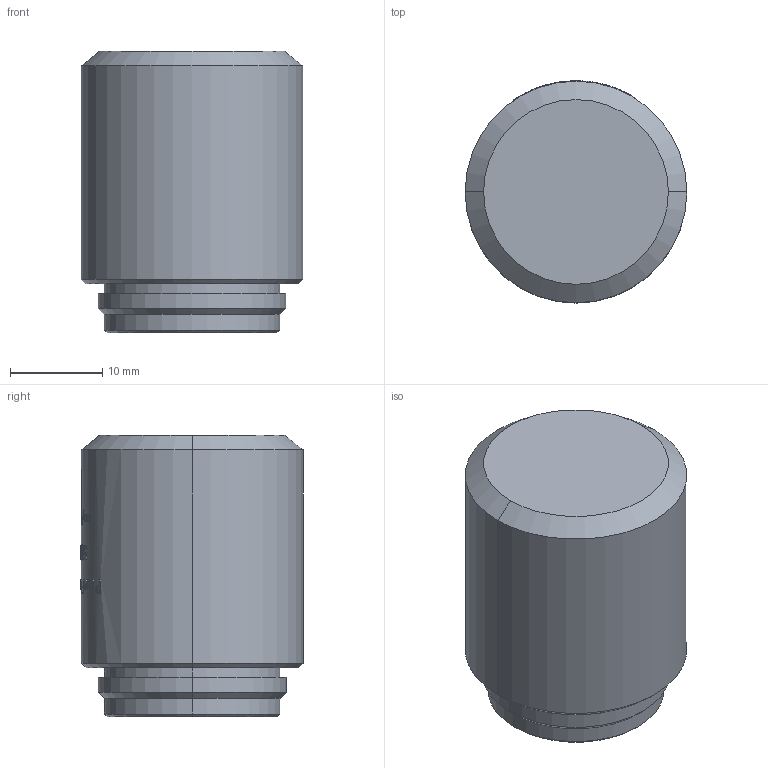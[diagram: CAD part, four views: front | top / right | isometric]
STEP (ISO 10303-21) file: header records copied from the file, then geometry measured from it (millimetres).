
FILE_DESCRIPTION (( 'STEP AP203' ), '1' );
FILE_NAME ('690104.STEP', '2025-07-14T02:06:47', ( '' ), ( '' ), 'SwSTEP 2.0', 'SolidWorks 2020', '' );
FILE_SCHEMA (( 'CONFIG_CONTROL_DESIGN' ));
Length unit declared in the file: millimetre
Products named in the file (1): 690104
Bounding box: 24 x 24.05 x 30.5 mm (x, y, z)
Volume: 12858 mm3; surface area: 3079.5 mm2
Topology: 1 solids, 1 shells, 293 faces, 757 edges, 502 vertices
Faces by surface type: plane 135, bspline 109, cylinder 41, cone 8
Entity records: 19308 total; most frequent: CARTESIAN_POINT 12934, ORIENTED_EDGE 1514, DIRECTION 934, EDGE_CURVE 757, VERTEX_POINT 502, B_SPLINE_CURVE_WITH_KNOTS 357, AXIS2_PLACEMENT_3D 349, EDGE_LOOP 329
